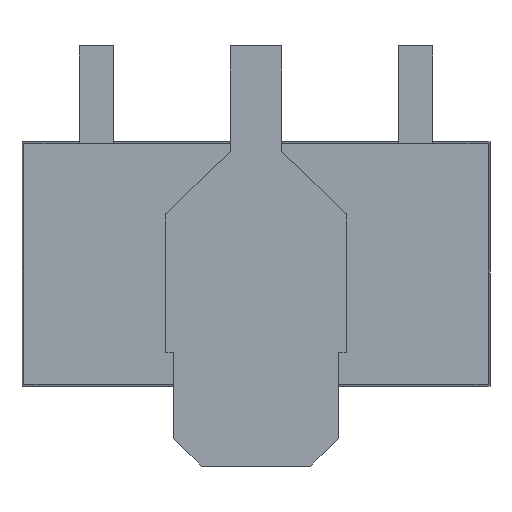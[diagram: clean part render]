
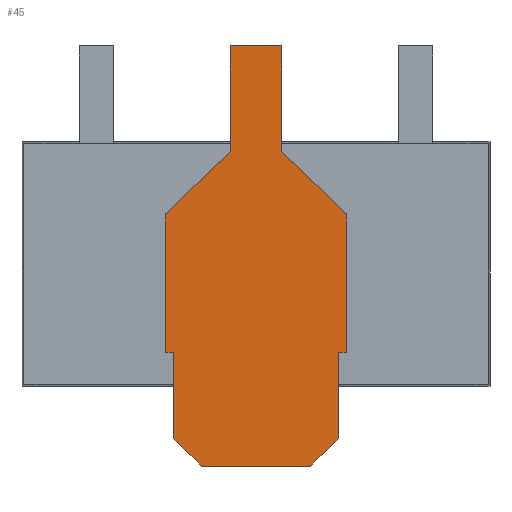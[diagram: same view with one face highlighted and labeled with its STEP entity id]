
A CAD part, front view. The second image highlights one B-rep face of the part: STEP entity #45.
In plain terms, the highlighted planar face has unit normal (0, -1, 0).
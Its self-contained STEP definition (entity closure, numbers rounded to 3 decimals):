
#4 = DIRECTION ( 'NONE',  ( 0., 1., 0. ) ) ;
#45 = ADVANCED_FACE ( 'NONE', ( #765 ), #581, .F. ) ;
#47 = CARTESIAN_POINT ( 'NONE',  ( 0.24, 0., 2.05 ) ) ;
#65 = EDGE_CURVE ( 'NONE', #171, #1553, #2185, .T. ) ;
#97 = LINE ( 'NONE', #2253, #995 ) ;
#100 = VERTEX_POINT ( 'NONE', #803 ) ;
#118 = CARTESIAN_POINT ( 'NONE',  ( -0.85, 0., 0.47 ) ) ;
#147 = ORIENTED_EDGE ( 'NONE', *, *, #2031, .T. ) ;
#171 = VERTEX_POINT ( 'NONE', #1003 ) ;
#174 = LINE ( 'NONE', #1902, #1807 ) ;
#182 = DIRECTION ( 'NONE',  ( 0., 0., 1. ) ) ;
#203 = VERTEX_POINT ( 'NONE', #2193 ) ;
#206 = LINE ( 'NONE', #779, #2328 ) ;
#241 = DIRECTION ( 'NONE',  ( 0., 0., 1. ) ) ;
#303 = LINE ( 'NONE', #1799, #627 ) ;
#307 = EDGE_CURVE ( 'NONE', #1451, #2325, #522, .T. ) ;
#332 = VECTOR ( 'NONE', #2303, 1000. ) ;
#376 = DIRECTION ( 'NONE',  ( -1., 0., 0. ) ) ;
#383 = VERTEX_POINT ( 'NONE', #1709 ) ;
#387 = VERTEX_POINT ( 'NONE', #2219 ) ;
#411 = ORIENTED_EDGE ( 'NONE', *, *, #65, .T. ) ;
#437 = CARTESIAN_POINT ( 'NONE',  ( -0.775, 0., -0.83 ) ) ;
#456 = ORIENTED_EDGE ( 'NONE', *, *, #1072, .T. ) ;
#466 = CARTESIAN_POINT ( 'NONE',  ( 0.775, 0., -0.83 ) ) ;
#493 = CARTESIAN_POINT ( 'NONE',  ( -0.85, 0., -0.83 ) ) ;
#522 = LINE ( 'NONE', #2396, #2134 ) ;
#542 = DIRECTION ( 'NONE',  ( 0., 0., 1. ) ) ;
#581 = PLANE ( 'NONE',  #2221 ) ;
#591 = ORIENTED_EDGE ( 'NONE', *, *, #1195, .T. ) ;
#592 = VERTEX_POINT ( 'NONE', #1821 ) ;
#595 = VERTEX_POINT ( 'NONE', #1833 ) ;
#627 = VECTOR ( 'NONE', #673, 1000. ) ;
#665 = LINE ( 'NONE', #2413, #1786 ) ;
#666 = ORIENTED_EDGE ( 'NONE', *, *, #672, .T. ) ;
#672 = EDGE_CURVE ( 'NONE', #595, #387, #1443, .T. ) ;
#673 = DIRECTION ( 'NONE',  ( 0., 0., 1. ) ) ;
#727 = EDGE_CURVE ( 'NONE', #961, #595, #97, .T. ) ;
#751 = CARTESIAN_POINT ( 'NONE',  ( 0.24, 0., 2.05 ) ) ;
#765 = FACE_OUTER_BOUND ( 'NONE', #1470, .T. ) ;
#770 = CARTESIAN_POINT ( 'NONE',  ( 0.24, 0., 1.06 ) ) ;
#779 = CARTESIAN_POINT ( 'NONE',  ( -0.24, 0., 1.06 ) ) ;
#789 = DIRECTION ( 'NONE',  ( 0.707, 0., -0.707 ) ) ;
#799 = VECTOR ( 'NONE', #182, 1000. ) ;
#802 = CARTESIAN_POINT ( 'NONE',  ( -0.775, 0., -1.64 ) ) ;
#803 = CARTESIAN_POINT ( 'NONE',  ( -0.775, 0., -1.64 ) ) ;
#806 = ORIENTED_EDGE ( 'NONE', *, *, #1749, .T. ) ;
#883 = LINE ( 'NONE', #751, #1262 ) ;
#914 = VERTEX_POINT ( 'NONE', #437 ) ;
#942 = ORIENTED_EDGE ( 'NONE', *, *, #1656, .T. ) ;
#952 = DIRECTION ( 'NONE',  ( 1., 0., 0. ) ) ;
#957 = DIRECTION ( 'NONE',  ( 0.707, 0., 0.707 ) ) ;
#961 = VERTEX_POINT ( 'NONE', #1759 ) ;
#974 = CARTESIAN_POINT ( 'NONE',  ( -0.515, 0., -1.9 ) ) ;
#995 = VECTOR ( 'NONE', #957, 1000. ) ;
#1003 = CARTESIAN_POINT ( 'NONE',  ( -0.85, 0., 0.47 ) ) ;
#1019 = CARTESIAN_POINT ( 'NONE',  ( 0.85, 0., 0.47 ) ) ;
#1072 = EDGE_CURVE ( 'NONE', #2325, #1744, #2410, .T. ) ;
#1093 = DIRECTION ( 'NONE',  ( 1., 0., 0. ) ) ;
#1132 = EDGE_CURVE ( 'NONE', #1553, #914, #174, .T. ) ;
#1141 = CARTESIAN_POINT ( 'NONE',  ( -0.85, 0., -0.83 ) ) ;
#1195 = EDGE_CURVE ( 'NONE', #1744, #203, #883, .T. ) ;
#1218 = VECTOR ( 'NONE', #789, 1000. ) ;
#1235 = ORIENTED_EDGE ( 'NONE', *, *, #1735, .T. ) ;
#1262 = VECTOR ( 'NONE', #376, 1000. ) ;
#1327 = LINE ( 'NONE', #118, #2159 ) ;
#1347 = CARTESIAN_POINT ( 'NONE',  ( 0., 0., 0. ) ) ;
#1352 = ORIENTED_EDGE ( 'NONE', *, *, #307, .T. ) ;
#1399 = ORIENTED_EDGE ( 'NONE', *, *, #1858, .T. ) ;
#1443 = LINE ( 'NONE', #1907, #799 ) ;
#1451 = VERTEX_POINT ( 'NONE', #1019 ) ;
#1470 = EDGE_LOOP ( 'NONE', ( #1235, #942, #2300, #666, #1399, #1899, #1352, #456, #591, #147, #1953, #411, #2099, #806 ) ) ;
#1522 = DIRECTION ( 'NONE',  ( 0., 0., -1. ) ) ;
#1553 = VERTEX_POINT ( 'NONE', #493 ) ;
#1611 = EDGE_CURVE ( 'NONE', #1892, #171, #1327, .T. ) ;
#1656 = EDGE_CURVE ( 'NONE', #383, #961, #665, .T. ) ;
#1668 = CARTESIAN_POINT ( 'NONE',  ( 0.24, 0., 1.06 ) ) ;
#1684 = VECTOR ( 'NONE', #1756, 1000. ) ;
#1709 = CARTESIAN_POINT ( 'NONE',  ( -0.515, 0., -1.9 ) ) ;
#1735 = EDGE_CURVE ( 'NONE', #100, #383, #1928, .T. ) ;
#1744 = VERTEX_POINT ( 'NONE', #47 ) ;
#1749 = EDGE_CURVE ( 'NONE', #914, #100, #2386, .T. ) ;
#1756 = DIRECTION ( 'NONE',  ( 0., 0., -1. ) ) ;
#1759 = CARTESIAN_POINT ( 'NONE',  ( 0.515, 0., -1.9 ) ) ;
#1786 = VECTOR ( 'NONE', #1093, 1000. ) ;
#1799 = CARTESIAN_POINT ( 'NONE',  ( 0.85, 0., -0.83 ) ) ;
#1807 = VECTOR ( 'NONE', #952, 1000. ) ;
#1821 = CARTESIAN_POINT ( 'NONE',  ( 0.85, 0., -0.83 ) ) ;
#1833 = CARTESIAN_POINT ( 'NONE',  ( 0.775, 0., -1.64 ) ) ;
#1858 = EDGE_CURVE ( 'NONE', #387, #592, #2302, .T. ) ;
#1867 = EDGE_CURVE ( 'NONE', #592, #1451, #303, .T. ) ;
#1892 = VERTEX_POINT ( 'NONE', #2155 ) ;
#1899 = ORIENTED_EDGE ( 'NONE', *, *, #1867, .T. ) ;
#1902 = CARTESIAN_POINT ( 'NONE',  ( -0.775, 0., -0.83 ) ) ;
#1907 = CARTESIAN_POINT ( 'NONE',  ( 0.775, 0., -1.64 ) ) ;
#1928 = LINE ( 'NONE', #974, #1218 ) ;
#1953 = ORIENTED_EDGE ( 'NONE', *, *, #1611, .T. ) ;
#2031 = EDGE_CURVE ( 'NONE', #203, #1892, #206, .T. ) ;
#2047 = DIRECTION ( 'NONE',  ( -0.719, 0., -0.695 ) ) ;
#2099 = ORIENTED_EDGE ( 'NONE', *, *, #1132, .T. ) ;
#2134 = VECTOR ( 'NONE', #2198, 1000. ) ;
#2155 = CARTESIAN_POINT ( 'NONE',  ( -0.24, 0., 1.06 ) ) ;
#2159 = VECTOR ( 'NONE', #2047, 1000. ) ;
#2176 = DIRECTION ( 'NONE',  ( 1., 0., 0. ) ) ;
#2185 = LINE ( 'NONE', #1141, #1684 ) ;
#2190 = VECTOR ( 'NONE', #2176, 1000. ) ;
#2193 = CARTESIAN_POINT ( 'NONE',  ( -0.24, 0., 2.05 ) ) ;
#2198 = DIRECTION ( 'NONE',  ( -0.719, 0., 0.695 ) ) ;
#2219 = CARTESIAN_POINT ( 'NONE',  ( 0.775, 0., -0.83 ) ) ;
#2221 = AXIS2_PLACEMENT_3D ( 'NONE', #1347, #4, #241 ) ;
#2253 = CARTESIAN_POINT ( 'NONE',  ( 0.515, 0., -1.9 ) ) ;
#2300 = ORIENTED_EDGE ( 'NONE', *, *, #727, .T. ) ;
#2302 = LINE ( 'NONE', #466, #2190 ) ;
#2303 = DIRECTION ( 'NONE',  ( 0., 0., -1. ) ) ;
#2325 = VERTEX_POINT ( 'NONE', #770 ) ;
#2328 = VECTOR ( 'NONE', #1522, 1000. ) ;
#2381 = VECTOR ( 'NONE', #542, 1000. ) ;
#2386 = LINE ( 'NONE', #802, #332 ) ;
#2396 = CARTESIAN_POINT ( 'NONE',  ( 0.85, 0., 0.47 ) ) ;
#2410 = LINE ( 'NONE', #1668, #2381 ) ;
#2413 = CARTESIAN_POINT ( 'NONE',  ( -0.515, 0., -1.9 ) ) ;
